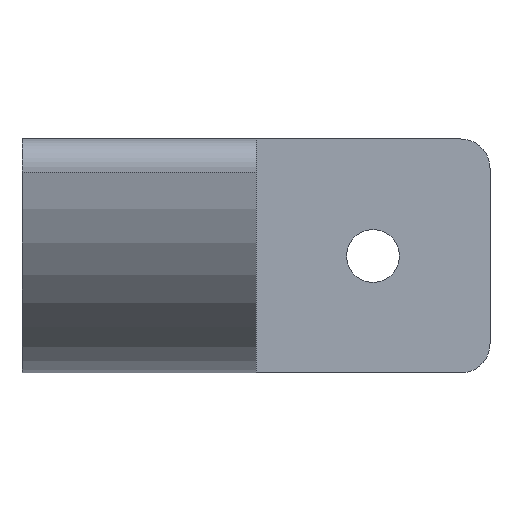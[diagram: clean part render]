
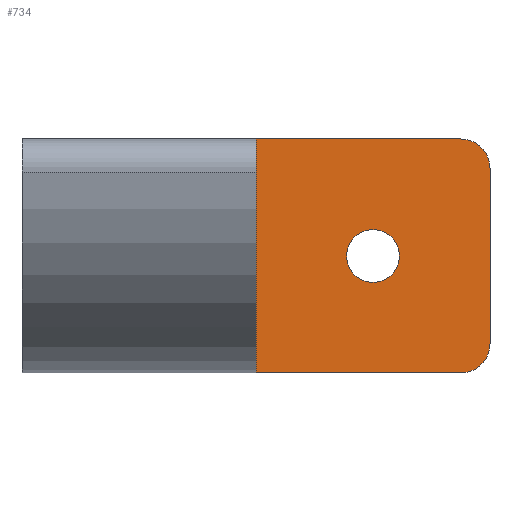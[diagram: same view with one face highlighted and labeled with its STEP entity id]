
A CAD part, front view. The second image highlights one B-rep face of the part: STEP entity #734.
In plain terms, the highlighted planar face has unit normal (0, -1, 0).
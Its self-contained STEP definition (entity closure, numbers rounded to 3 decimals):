
#18=FACE_BOUND('',#100,.T.);
#35=PLANE('',#805);
#60=FACE_OUTER_BOUND('',#99,.T.);
#99=EDGE_LOOP('',(#604,#605,#606,#607,#608,#609));
#100=EDGE_LOOP('',(#610));
#129=LINE('',#1103,#197);
#149=LINE('',#1151,#217);
#153=LINE('',#1158,#221);
#178=LINE('',#1242,#246);
#197=VECTOR('',#882,10.);
#217=VECTOR('',#920,10.);
#221=VECTOR('',#928,10.);
#246=VECTOR('',#979,10.);
#273=CIRCLE('',#802,2.5);
#275=CIRCLE('',#806,2.5);
#276=CIRCLE('',#807,2.25);
#310=VERTEX_POINT('',#1100);
#311=VERTEX_POINT('',#1102);
#329=VERTEX_POINT('',#1148);
#330=VERTEX_POINT('',#1150);
#350=VERTEX_POINT('',#1232);
#353=VERTEX_POINT('',#1240);
#354=VERTEX_POINT('',#1245);
#387=EDGE_CURVE('',#310,#311,#129,.T.);
#411=EDGE_CURVE('',#329,#330,#149,.T.);
#415=EDGE_CURVE('',#330,#310,#153,.T.);
#442=EDGE_CURVE('',#329,#350,#273,.T.);
#447=EDGE_CURVE('',#353,#350,#178,.T.);
#448=EDGE_CURVE('',#353,#311,#275,.T.);
#449=EDGE_CURVE('',#354,#354,#276,.T.);
#604=ORIENTED_EDGE('',*,*,#442,.T.);
#605=ORIENTED_EDGE('',*,*,#447,.F.);
#606=ORIENTED_EDGE('',*,*,#448,.T.);
#607=ORIENTED_EDGE('',*,*,#387,.F.);
#608=ORIENTED_EDGE('',*,*,#415,.F.);
#609=ORIENTED_EDGE('',*,*,#411,.F.);
#610=ORIENTED_EDGE('',*,*,#449,.F.);
#734=ADVANCED_FACE('',(#60,#18),#35,.F.);
#802=AXIS2_PLACEMENT_3D('',#1233,#970,#971);
#805=AXIS2_PLACEMENT_3D('',#1243,#980,#981);
#806=AXIS2_PLACEMENT_3D('',#1244,#982,#983);
#807=AXIS2_PLACEMENT_3D('',#1246,#984,#985);
#882=DIRECTION('',(1.,0.,0.));
#920=DIRECTION('',(-1.,0.,0.));
#928=DIRECTION('',(0.,0.,1.));
#970=DIRECTION('center_axis',(0.,-1.,0.));
#971=DIRECTION('ref_axis',(0.707,0.,-0.707));
#979=DIRECTION('',(0.,0.,-1.));
#980=DIRECTION('center_axis',(0.,1.,0.));
#981=DIRECTION('ref_axis',(-1.,0.,0.));
#982=DIRECTION('center_axis',(0.,-1.,0.));
#983=DIRECTION('ref_axis',(0.707,0.,0.707));
#984=DIRECTION('center_axis',(0.,-1.,0.));
#985=DIRECTION('ref_axis',(-1.,0.,0.));
#1100=CARTESIAN_POINT('',(-35.,-63.,10.));
#1102=CARTESIAN_POINT('',(-17.5,-63.,10.));
#1103=CARTESIAN_POINT('',(-35.,-63.,10.));
#1148=CARTESIAN_POINT('',(-17.5,-63.,-10.));
#1150=CARTESIAN_POINT('',(-35.,-63.,-10.));
#1151=CARTESIAN_POINT('',(-15.,-63.,-10.));
#1158=CARTESIAN_POINT('',(-35.,-63.,-10.));
#1232=CARTESIAN_POINT('',(-15.,-63.,-7.5));
#1233=CARTESIAN_POINT('Origin',(-17.5,-63.,-7.5));
#1240=CARTESIAN_POINT('',(-15.,-63.,7.5));
#1242=CARTESIAN_POINT('',(-15.,-63.,10.));
#1243=CARTESIAN_POINT('Origin',(-25.,-63.,0.));
#1244=CARTESIAN_POINT('Origin',(-17.5,-63.,7.5));
#1245=CARTESIAN_POINT('',(-22.75,-63.,0.));
#1246=CARTESIAN_POINT('Origin',(-25.,-63.,0.));
